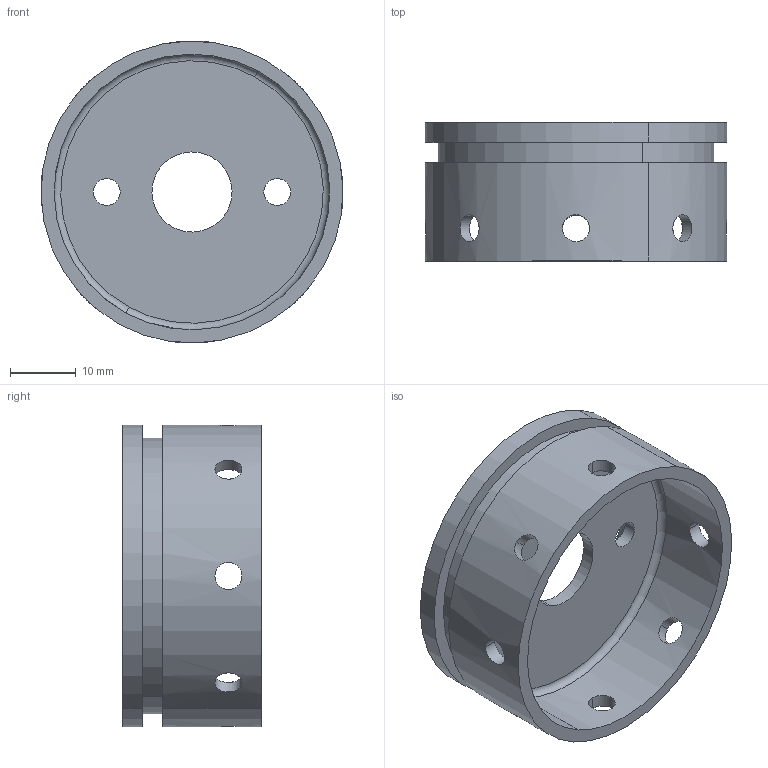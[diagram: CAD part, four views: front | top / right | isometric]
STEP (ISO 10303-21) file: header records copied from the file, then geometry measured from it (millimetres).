
FILE_DESCRIPTION(('CATIA V5 STEP Exchange'),'2;1');
FILE_NAME('Bouchon.stp','2020-11-22T12:47:45+00:00',('none'),('none'),'CATIA Version 5 Release 20 GA (IN-10)','CATIA V5 STEP AP203','none');
FILE_SCHEMA(('CONFIG_CONTROL_DESIGN'));
Length unit declared in the file: millimetre
Products named in the file (1): Bouchon
Bounding box: 46 x 21.1 x 46 mm (x, y, z)
Volume: 9282.7 mm3; surface area: 8695.1 mm2
Topology: 1 solids, 1 shells, 40 faces, 100 edges, 66 vertices
Faces by surface type: cylinder 30, plane 6, cone 2, torus 2
Entity records: 1442 total; most frequent: CARTESIAN_POINT 539, ORIENTED_EDGE 200, DIRECTION 108, EDGE_CURVE 100, EDGE_LOOP 66, VERTEX_POINT 66, AXIS2_PLACEMENT_3D 57, ADVANCED_FACE 40
